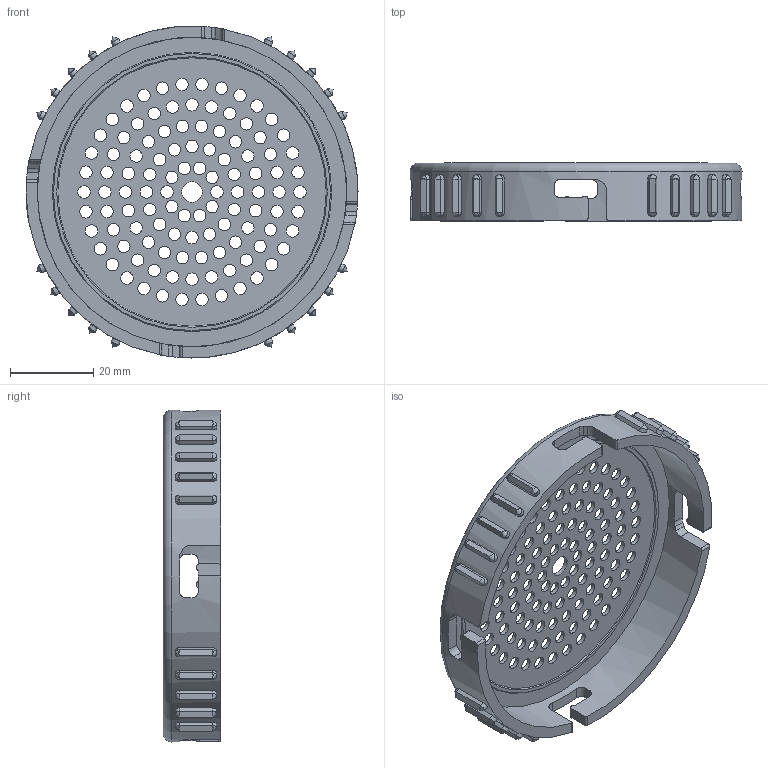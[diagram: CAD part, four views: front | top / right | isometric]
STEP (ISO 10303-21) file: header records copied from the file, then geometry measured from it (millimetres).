
FILE_DESCRIPTION(/* description */ (''),/* implementation_level */ '2;1');
FILE_NAME(/* name */ 'seal.step',/* time_stamp */ '2020-04-07T12:37:34+02:00',/* author */ (''),/* organization */ (''),/* preprocessor_version */ 'ST-DEVELOPER v18',/* originating_system */ 'Autodesk Translation Framework v8.12.0.6',/* authorisation */ '');
FILE_SCHEMA (('AUTOMOTIVE_DESIGN { 1 0 10303 214 3 1 1 }'));
Length unit declared in the file: millimetre
Products named in the file (2): Untitled; Seal
Assembly tree (1 placements, depth 2):
  Untitled
    Seal
Bounding box: 80 x 13.9 x 80 mm (x, y, z)
Volume: 13294.2 mm3; surface area: 16808.3 mm2
Topology: 21 solids, 21 shells, 388 faces, 990 edges, 607 vertices
Faces by surface type: cylinder 187, plane 157, cone 43, torus 1
Full cylindrical faces by diameter (mm): 3 x110, 5 x1, 74.6 x1, 80 x1
Entity records: 12615 total; most frequent: CARTESIAN_POINT 2537, DIRECTION 2090, ORIENTED_EDGE 1940, EDGE_CURVE 970, AXIS2_PLACEMENT_3D 792, VERTEX_POINT 647, EDGE_LOOP 633, LINE 506
